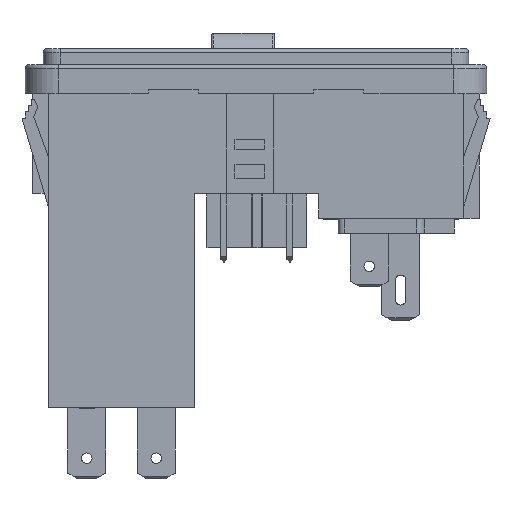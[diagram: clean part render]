
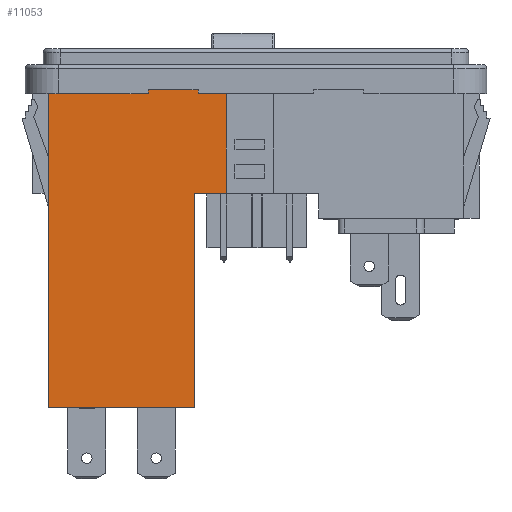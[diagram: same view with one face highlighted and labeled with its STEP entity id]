
A CAD part, left-side view. The second image highlights one B-rep face of the part: STEP entity #11053.
In plain terms, the highlighted planar face has unit normal (-1, 0, 0).
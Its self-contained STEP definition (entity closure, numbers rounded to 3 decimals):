
#197 = VERTEX_POINT ( 'NONE', #17007 ) ;
#199 = EDGE_CURVE ( 'NONE', #197, #201, #17006, .T. ) ;
#201 = VERTEX_POINT ( 'NONE', #17002 ) ;
#8001 = VERTEX_POINT ( 'NONE', #17158 ) ;
#8002 = EDGE_CURVE ( 'NONE', #8001, #8004, #17157, .T. ) ;
#8004 = VERTEX_POINT ( 'NONE', #17152 ) ;
#10029 = EDGE_CURVE ( 'NONE', #10034, #10104, #17393, .T. ) ;
#10034 = VERTEX_POINT ( 'NONE', #17381 ) ;
#10104 = VERTEX_POINT ( 'NONE', #17468 ) ;
#10460 = VERTEX_POINT ( 'NONE', #18338 ) ;
#10463 = EDGE_CURVE ( 'NONE', #10464, #10460, #18336, .T. ) ;
#10464 = VERTEX_POINT ( 'NONE', #18332 ) ;
#10568 = EDGE_CURVE ( 'NONE', #10104, #8004, #18536, .T. ) ;
#11053 = ADVANCED_FACE ( 'NONE', ( #19385 ), #19384, .F. ) ;
#11054 = EDGE_LOOP ( 'NONE', ( #11055, #11056, #11117, #11118, #11121, #11124, #11126, #11127, #11128, #11104 ) ) ;
#11055 = ORIENTED_EDGE ( 'NONE', *, *, #199, .F. ) ;
#11056 = ORIENTED_EDGE ( 'NONE', *, *, #11116, .F. ) ;
#11104 = ORIENTED_EDGE ( 'NONE', *, *, #11105, .F. ) ;
#11105 = EDGE_CURVE ( 'NONE', #201, #10034, #19443, .T. ) ;
#11116 = EDGE_CURVE ( 'NONE', #10464, #197, #19424, .T. ) ;
#11117 = ORIENTED_EDGE ( 'NONE', *, *, #10463, .T. ) ;
#11118 = ORIENTED_EDGE ( 'NONE', *, *, #11119, .F. ) ;
#11119 = EDGE_CURVE ( 'NONE', #11120, #10460, #19485, .T. ) ;
#11120 = VERTEX_POINT ( 'NONE', #19481 ) ;
#11121 = ORIENTED_EDGE ( 'NONE', *, *, #11122, .F. ) ;
#11122 = EDGE_CURVE ( 'NONE', #11123, #11120, #19480, .T. ) ;
#11123 = VERTEX_POINT ( 'NONE', #19476 ) ;
#11124 = ORIENTED_EDGE ( 'NONE', *, *, #11125, .T. ) ;
#11125 = EDGE_CURVE ( 'NONE', #11123, #8001, #19475, .T. ) ;
#11126 = ORIENTED_EDGE ( 'NONE', *, *, #8002, .T. ) ;
#11127 = ORIENTED_EDGE ( 'NONE', *, *, #10568, .F. ) ;
#11128 = ORIENTED_EDGE ( 'NONE', *, *, #10029, .F. ) ;
#17002 = CARTESIAN_POINT ( 'NONE',  ( -13., 7.766, -18.415 ) ) ;
#17003 = DIRECTION ( 'NONE',  ( 0., 1., 0. ) ) ;
#17004 = VECTOR ( 'NONE', #17003, 1000. ) ;
#17005 = CARTESIAN_POINT ( 'NONE',  ( -13., 7.766, -18.415 ) ) ;
#17006 = LINE ( 'NONE', #17005, #17004 ) ;
#17007 = CARTESIAN_POINT ( 'NONE',  ( -13., 3.766, -18.415 ) ) ;
#17152 = CARTESIAN_POINT ( 'NONE',  ( -13., 26.416, -5.715 ) ) ;
#17154 = DIRECTION ( 'NONE',  ( 0., 1., 0. ) ) ;
#17155 = VECTOR ( 'NONE', #17154, 1000. ) ;
#17156 = CARTESIAN_POINT ( 'NONE',  ( -13., -26.416, -5.715 ) ) ;
#17157 = LINE ( 'NONE', #17156, #17155 ) ;
#17158 = CARTESIAN_POINT ( 'NONE',  ( -13., 13.714, -5.715 ) ) ;
#17381 = CARTESIAN_POINT ( 'NONE',  ( -13., 7.766, -45.669 ) ) ;
#17390 = DIRECTION ( 'NONE',  ( 0., 1., 0. ) ) ;
#17391 = VECTOR ( 'NONE', #17390, 1000. ) ;
#17392 = CARTESIAN_POINT ( 'NONE',  ( -13., -26.416, -45.669 ) ) ;
#17393 = LINE ( 'NONE', #17392, #17391 ) ;
#17468 = CARTESIAN_POINT ( 'NONE',  ( -13., 26.416, -45.669 ) ) ;
#18332 = CARTESIAN_POINT ( 'NONE',  ( -13., 3.766, -5.715 ) ) ;
#18333 = DIRECTION ( 'NONE',  ( 0., 1., 0. ) ) ;
#18334 = VECTOR ( 'NONE', #18333, 1000. ) ;
#18335 = CARTESIAN_POINT ( 'NONE',  ( -13., -26.416, -5.715 ) ) ;
#18336 = LINE ( 'NONE', #18335, #18334 ) ;
#18338 = CARTESIAN_POINT ( 'NONE',  ( -13., 7.364, -5.715 ) ) ;
#18533 = DIRECTION ( 'NONE',  ( 0., 0., 1. ) ) ;
#18534 = VECTOR ( 'NONE', #18533, 1000. ) ;
#18535 = CARTESIAN_POINT ( 'NONE',  ( -13., 26.416, -45.669 ) ) ;
#18536 = LINE ( 'NONE', #18535, #18534 ) ;
#19380 = DIRECTION ( 'NONE',  ( 0., 0., -1. ) ) ;
#19381 = DIRECTION ( 'NONE',  ( 1., 0., 0. ) ) ;
#19382 = CARTESIAN_POINT ( 'NONE',  ( -13., -26.416, -45.669 ) ) ;
#19383 = AXIS2_PLACEMENT_3D ( 'NONE', #19382, #19381, #19380 ) ;
#19384 = PLANE ( 'NONE',  #19383 ) ;
#19385 = FACE_OUTER_BOUND ( 'NONE', #11054, .T. ) ;
#19421 = DIRECTION ( 'NONE',  ( 0., 0., -1. ) ) ;
#19422 = VECTOR ( 'NONE', #19421, 1000. ) ;
#19423 = CARTESIAN_POINT ( 'NONE',  ( -13., 3.766, 1.405 ) ) ;
#19424 = LINE ( 'NONE', #19423, #19422 ) ;
#19440 = DIRECTION ( 'NONE',  ( 0., 0., -1. ) ) ;
#19441 = VECTOR ( 'NONE', #19440, 1000. ) ;
#19442 = CARTESIAN_POINT ( 'NONE',  ( -13., 7.766, -45.669 ) ) ;
#19443 = LINE ( 'NONE', #19442, #19441 ) ;
#19472 = DIRECTION ( 'NONE',  ( 0., 0., -1. ) ) ;
#19473 = VECTOR ( 'NONE', #19472, 1000. ) ;
#19474 = CARTESIAN_POINT ( 'NONE',  ( -13., 13.714, -5.207 ) ) ;
#19475 = LINE ( 'NONE', #19474, #19473 ) ;
#19476 = CARTESIAN_POINT ( 'NONE',  ( -13., 13.714, -5.207 ) ) ;
#19477 = DIRECTION ( 'NONE',  ( 0., -1., 0. ) ) ;
#19478 = VECTOR ( 'NONE', #19477, 1000. ) ;
#19479 = CARTESIAN_POINT ( 'NONE',  ( -13., 13.714, -5.207 ) ) ;
#19480 = LINE ( 'NONE', #19479, #19478 ) ;
#19481 = CARTESIAN_POINT ( 'NONE',  ( -13., 7.364, -5.207 ) ) ;
#19482 = DIRECTION ( 'NONE',  ( 0., 0., -1. ) ) ;
#19483 = VECTOR ( 'NONE', #19482, 1000. ) ;
#19484 = CARTESIAN_POINT ( 'NONE',  ( -13., 7.364, -5.207 ) ) ;
#19485 = LINE ( 'NONE', #19484, #19483 ) ;
